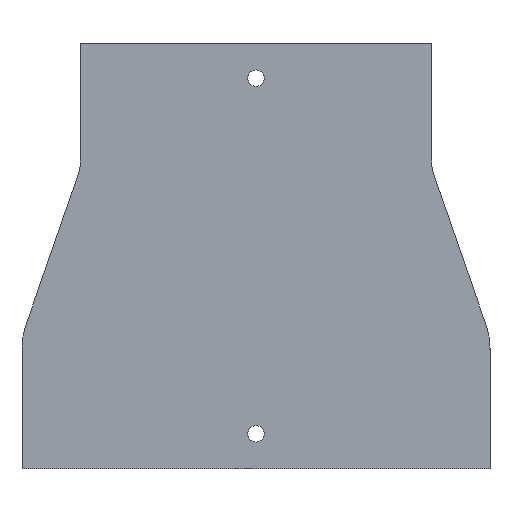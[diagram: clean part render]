
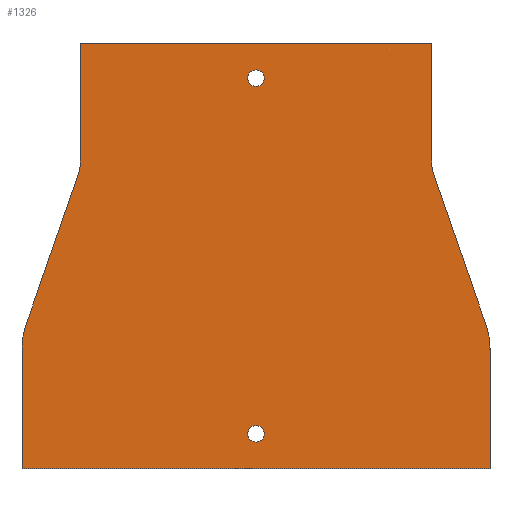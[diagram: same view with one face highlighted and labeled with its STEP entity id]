
A CAD part, front view. The second image highlights one B-rep face of the part: STEP entity #1326.
In plain terms, the highlighted planar face has unit normal (0, -1, 0).
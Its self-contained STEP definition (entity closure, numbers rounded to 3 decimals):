
#138 = VERTEX_POINT ( 'NONE', #1910 ) ;
#139 = VERTEX_POINT ( 'NONE', #1911 ) ;
#205 = VERTEX_POINT ( 'NONE', #2023 ) ;
#207 = VERTEX_POINT ( 'NONE', #1963 ) ;
#211 = VERTEX_POINT ( 'NONE', #2058 ) ;
#219 = VERTEX_POINT ( 'NONE', #2095 ) ;
#225 = VERTEX_POINT ( 'NONE', #1980 ) ;
#235 = VERTEX_POINT ( 'NONE', #2026 ) ;
#238 = VERTEX_POINT ( 'NONE', #2029 ) ;
#244 = VERTEX_POINT ( 'NONE', #2046 ) ;
#253 = VERTEX_POINT ( 'NONE', #2038 ) ;
#260 = VERTEX_POINT ( 'NONE', #1960 ) ;
#261 = VERTEX_POINT ( 'NONE', #2011 ) ;
#277 = VERTEX_POINT ( 'NONE', #2021 ) ;
#391 = ORIENTED_EDGE ( 'NONE', *, *, #1463, .F. ) ;
#392 = ORIENTED_EDGE ( 'NONE', *, *, #1464, .F. ) ;
#393 = ORIENTED_EDGE ( 'NONE', *, *, #1452, .F. ) ;
#394 = ORIENTED_EDGE ( 'NONE', *, *, #1438, .F. ) ;
#395 = ORIENTED_EDGE ( 'NONE', *, *, #1435, .F. ) ;
#396 = ORIENTED_EDGE ( 'NONE', *, *, #1424, .F. ) ;
#397 = ORIENTED_EDGE ( 'NONE', *, *, #1421, .F. ) ;
#398 = ORIENTED_EDGE ( 'NONE', *, *, #1418, .F. ) ;
#399 = ORIENTED_EDGE ( 'NONE', *, *, #1391, .F. ) ;
#400 = ORIENTED_EDGE ( 'NONE', *, *, #1382, .F. ) ;
#401 = ORIENTED_EDGE ( 'NONE', *, *, #1400, .F. ) ;
#402 = ORIENTED_EDGE ( 'NONE', *, *, #1461, .F. ) ;
#403 = ORIENTED_EDGE ( 'NONE', *, *, #1458, .F. ) ;
#404 = ORIENTED_EDGE ( 'NONE', *, *, #1455, .F. ) ;
#640 = EDGE_LOOP ( 'NONE', ( #393, #394, #395, #396, #397, #398, #399, #400, #401, #402, #403, #404 ) ) ;
#714 = DIRECTION ( 'NONE',  ( 0., 0., 1. ) ) ;
#717 = CARTESIAN_POINT ( 'NONE',  ( -100., 0., -130.373 ) ) ;
#725 = DIRECTION ( 'NONE',  ( 0.328, 0., 0.945 ) ) ;
#726 = CARTESIAN_POINT ( 'NONE',  ( -70., 0., -130.373 ) ) ;
#727 = DIRECTION ( 'NONE',  ( 0., 1., 0. ) ) ;
#728 = DIRECTION ( 'NONE',  ( 0., 0., 1. ) ) ;
#729 = CARTESIAN_POINT ( 'NONE',  ( -76.107, 0., -56.5 ) ) ;
#737 = CARTESIAN_POINT ( 'NONE',  ( -95., 0., -49.94 ) ) ;
#738 = DIRECTION ( 'NONE',  ( 0., -1., 0. ) ) ;
#739 = DIRECTION ( 'NONE',  ( 0., 0., 1. ) ) ;
#745 = CARTESIAN_POINT ( 'NONE',  ( 0., 0., -167. ) ) ;
#746 = DIRECTION ( 'NONE',  ( 0., -1., 0. ) ) ;
#747 = DIRECTION ( 'NONE',  ( 0., 0., -1. ) ) ;
#749 = CARTESIAN_POINT ( 'NONE',  ( 0., 0., -15. ) ) ;
#750 = DIRECTION ( 'NONE',  ( 0., -1., 0. ) ) ;
#751 = DIRECTION ( 'NONE',  ( 0., 0., -1. ) ) ;
#936 = AXIS2_PLACEMENT_3D ( 'NONE', #1056, #1060, #1059 ) ;
#938 = AXIS2_PLACEMENT_3D ( 'NONE', #1005, #1004, #1007 ) ;
#948 = AXIS2_PLACEMENT_3D ( 'NONE', #726, #727, #728 ) ;
#950 = AXIS2_PLACEMENT_3D ( 'NONE', #737, #738, #739 ) ;
#952 = AXIS2_PLACEMENT_3D ( 'NONE', #745, #746, #747 ) ;
#953 = AXIS2_PLACEMENT_3D ( 'NONE', #749, #750, #751 ) ;
#1004 = DIRECTION ( 'NONE',  ( 0., 1., 0. ) ) ;
#1005 = CARTESIAN_POINT ( 'NONE',  ( 70., 0., -130.373 ) ) ;
#1007 = DIRECTION ( 'NONE',  ( 0., 0., -1. ) ) ;
#1023 = DIRECTION ( 'NONE',  ( 0.328, 0., -0.945 ) ) ;
#1039 = CARTESIAN_POINT ( 'NONE',  ( 100., 0., -130.373 ) ) ;
#1052 = DIRECTION ( 'NONE',  ( 0., 0., -1. ) ) ;
#1056 = CARTESIAN_POINT ( 'NONE',  ( 95., 0., -49.94 ) ) ;
#1058 = CARTESIAN_POINT ( 'NONE',  ( 76.107, 0., -56.5 ) ) ;
#1059 = DIRECTION ( 'NONE',  ( 0., 0., -1. ) ) ;
#1060 = DIRECTION ( 'NONE',  ( 0., -1., 0. ) ) ;
#1067 = CARTESIAN_POINT ( 'NONE',  ( -75., 0., 0. ) ) ;
#1068 = DIRECTION ( 'NONE',  ( 0., 0., -1. ) ) ;
#1071 = DIRECTION ( 'NONE',  ( 0., 0., 1. ) ) ;
#1080 = CARTESIAN_POINT ( 'NONE',  ( 75., 0., 0. ) ) ;
#1110 = DIRECTION ( 'NONE',  ( 0., 1., 0. ) ) ;
#1167 = CARTESIAN_POINT ( 'NONE',  ( -75., 0., 0. ) ) ;
#1215 = CARTESIAN_POINT ( 'NONE',  ( -95., 0., -49.94 ) ) ;
#1229 = DIRECTION ( 'NONE',  ( 0., 0., 1. ) ) ;
#1237 = DIRECTION ( 'NONE',  ( 1., 0., 0. ) ) ;
#1312 = PLANE ( 'NONE',  #1560 ) ;
#1326 = ADVANCED_FACE ( 'NONE', ( #1645, #1648, #1646 ), #1312, .F. ) ;
#1382 = EDGE_CURVE ( 'NONE', #261, #260, #1738, .T. ) ;
#1391 = EDGE_CURVE ( 'NONE', #260, #253, #1755, .T. ) ;
#1400 = EDGE_CURVE ( 'NONE', #277, #261, #1770, .T. ) ;
#1418 = EDGE_CURVE ( 'NONE', #253, #235, #1801, .T. ) ;
#1421 = EDGE_CURVE ( 'NONE', #235, #244, #1806, .T. ) ;
#1424 = EDGE_CURVE ( 'NONE', #244, #238, #1811, .T. ) ;
#1435 = EDGE_CURVE ( 'NONE', #238, #225, #1826, .T. ) ;
#1438 = EDGE_CURVE ( 'NONE', #225, #219, #1833, .T. ) ;
#1452 = EDGE_CURVE ( 'NONE', #219, #211, #1856, .T. ) ;
#1455 = EDGE_CURVE ( 'NONE', #211, #205, #1863, .T. ) ;
#1458 = EDGE_CURVE ( 'NONE', #205, #207, #1868, .T. ) ;
#1461 = EDGE_CURVE ( 'NONE', #207, #277, #1873, .T. ) ;
#1463 = EDGE_CURVE ( 'NONE', #138, #138, #1876, .T. ) ;
#1464 = EDGE_CURVE ( 'NONE', #139, #139, #1879, .T. ) ;
#1560 = AXIS2_PLACEMENT_3D ( 'NONE', #1215, #1110, #1229 ) ;
#1603 = EDGE_LOOP ( 'NONE', ( #391 ) ) ;
#1607 = EDGE_LOOP ( 'NONE', ( #392 ) ) ;
#1645 = FACE_BOUND ( 'NONE', #1603, .T. ) ;
#1646 = FACE_OUTER_BOUND ( 'NONE', #640, .T. ) ;
#1648 = FACE_BOUND ( 'NONE', #1607, .T. ) ;
#1738 = LINE ( 'NONE', #1167, #1744 ) ;
#1744 = VECTOR ( 'NONE', #1237, 1000. ) ;
#1755 = LINE ( 'NONE', #1080, #1758 ) ;
#1758 = VECTOR ( 'NONE', #1068, 1000. ) ;
#1770 = LINE ( 'NONE', #1067, #1772 ) ;
#1772 = VECTOR ( 'NONE', #1071, 1000. ) ;
#1801 = CIRCLE ( 'NONE', #936, 20. ) ;
#1806 = LINE ( 'NONE', #1058, #1808 ) ;
#1808 = VECTOR ( 'NONE', #1023, 1000. ) ;
#1811 = CIRCLE ( 'NONE', #938, 30. ) ;
#1826 = LINE ( 'NONE', #1039, #1830 ) ;
#1830 = VECTOR ( 'NONE', #1052, 1000. ) ;
#1833 = LINE ( 'NONE', #1942, #1836 ) ;
#1836 = VECTOR ( 'NONE', #1939, 1000. ) ;
#1856 = LINE ( 'NONE', #717, #1860 ) ;
#1860 = VECTOR ( 'NONE', #714, 1000. ) ;
#1863 = CIRCLE ( 'NONE', #948, 30. ) ;
#1868 = LINE ( 'NONE', #729, #1870 ) ;
#1870 = VECTOR ( 'NONE', #725, 1000. ) ;
#1873 = CIRCLE ( 'NONE', #950, 20. ) ;
#1876 = CIRCLE ( 'NONE', #952, 3.5 ) ;
#1879 = CIRCLE ( 'NONE', #953, 3.5 ) ;
#1910 = CARTESIAN_POINT ( 'NONE',  ( 0., 0., -170.5 ) ) ;
#1911 = CARTESIAN_POINT ( 'NONE',  ( 0., 0., -18.5 ) ) ;
#1939 = DIRECTION ( 'NONE',  ( -1., 0., 0. ) ) ;
#1942 = CARTESIAN_POINT ( 'NONE',  ( -100., 0., -182. ) ) ;
#1960 = CARTESIAN_POINT ( 'NONE',  ( 75., 0., 0. ) ) ;
#1963 = CARTESIAN_POINT ( 'NONE',  ( -76.107, 0., -56.5 ) ) ;
#1980 = CARTESIAN_POINT ( 'NONE',  ( 100., 0., -182. ) ) ;
#2011 = CARTESIAN_POINT ( 'NONE',  ( -75., 0., 0. ) ) ;
#2021 = CARTESIAN_POINT ( 'NONE',  ( -75., 0., -49.94 ) ) ;
#2023 = CARTESIAN_POINT ( 'NONE',  ( -98.34, 0., -120.533 ) ) ;
#2026 = CARTESIAN_POINT ( 'NONE',  ( 76.107, 0., -56.5 ) ) ;
#2029 = CARTESIAN_POINT ( 'NONE',  ( 100., 0., -130.373 ) ) ;
#2038 = CARTESIAN_POINT ( 'NONE',  ( 75., 0., -49.94 ) ) ;
#2046 = CARTESIAN_POINT ( 'NONE',  ( 98.34, 0., -120.533 ) ) ;
#2058 = CARTESIAN_POINT ( 'NONE',  ( -100., 0., -130.373 ) ) ;
#2095 = CARTESIAN_POINT ( 'NONE',  ( -100., 0., -182. ) ) ;
